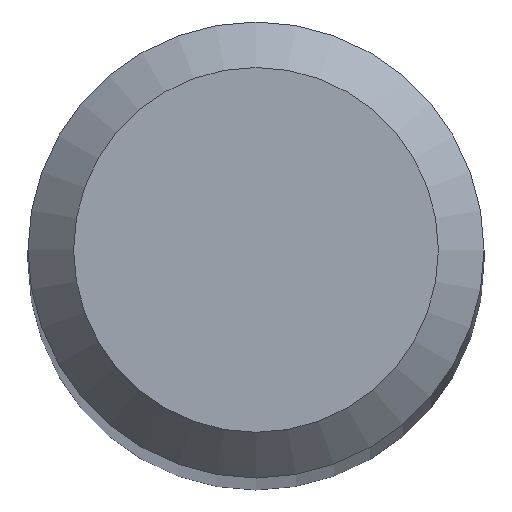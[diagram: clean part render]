
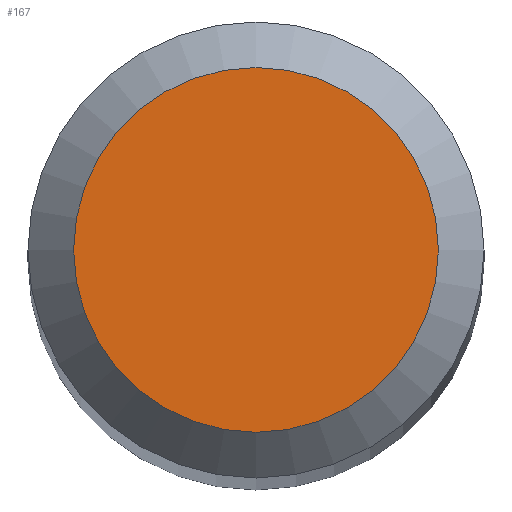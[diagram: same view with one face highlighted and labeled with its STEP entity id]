
A CAD part, top view. The second image highlights one B-rep face of the part: STEP entity #167.
In plain terms, the highlighted planar face has unit normal (0, 0, 1).
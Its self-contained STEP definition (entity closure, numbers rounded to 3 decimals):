
#7 = DIRECTION ( 'NONE',  ( 0., 0., -1. ) ) ;
#18 = DIRECTION ( 'NONE',  ( 0., 0., -1. ) ) ;
#32 = EDGE_CURVE ( 'NONE', #137, #137, #36, .T. ) ;
#36 = CIRCLE ( 'NONE', #165, 0.6 ) ;
#40 = EDGE_LOOP ( 'NONE', ( #229 ) ) ;
#76 = DIRECTION ( 'NONE',  ( 0., 1., 0. ) ) ;
#127 = AXIS2_PLACEMENT_3D ( 'NONE', #219, #18, #76 ) ;
#135 = FACE_OUTER_BOUND ( 'NONE', #40, .T. ) ;
#137 = VERTEX_POINT ( 'NONE', #188 ) ;
#146 = PLANE ( 'NONE',  #127 ) ;
#165 = AXIS2_PLACEMENT_3D ( 'NONE', #233, #7, #234 ) ;
#167 = ADVANCED_FACE ( 'NONE', ( #135 ), #146, .F. ) ;
#188 = CARTESIAN_POINT ( 'NONE',  ( 0., 0.6, 30. ) ) ;
#219 = CARTESIAN_POINT ( 'NONE',  ( 0., 0., 30. ) ) ;
#229 = ORIENTED_EDGE ( 'NONE', *, *, #32, .F. ) ;
#233 = CARTESIAN_POINT ( 'NONE',  ( 0., 0., 30. ) ) ;
#234 = DIRECTION ( 'NONE',  ( 0., 1., 0. ) ) ;
